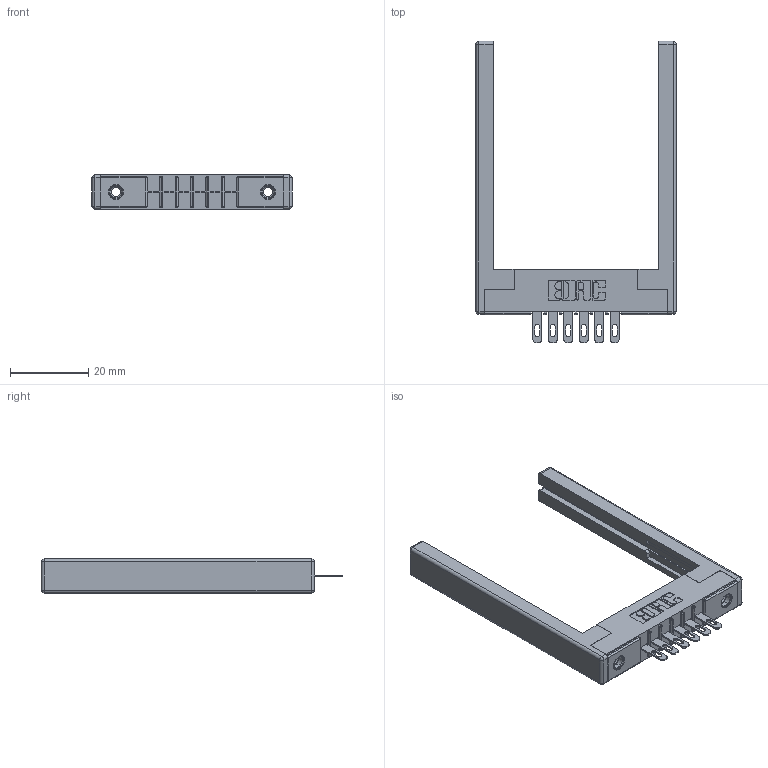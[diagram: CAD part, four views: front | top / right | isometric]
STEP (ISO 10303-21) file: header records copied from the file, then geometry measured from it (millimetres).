
FILE_DESCRIPTION (( 'STEP AP203' ), '1' );
FILE_NAME ('356-006-500-168.STEP', '2018-07-31T06:11:50', ( '' ), ( '' ), 'SwSTEP 2.0', 'SolidWorks 2016', '' );
FILE_SCHEMA (( 'CONFIG_CONTROL_DESIGN' ));
Length unit declared in the file: inch
Products named in the file (5): 306 Part_.156 Dia; 306-290-001_100; 345-250-001_345-250-001-102; 307-220-068; 356-006-500-168
Assembly tree (11 placements, depth 2):
  356-006-500-168
    306 Part_.156 Dia
    306-290-001_100  x6
    345-250-001_345-250-001-102  x2
    307-220-068  x2
Bounding box: 51.21 x 77.17 x 8.71 mm (x, y, z)
Volume: 7995.1 mm3; surface area: 8809.4 mm2
Topology: 11 solids, 11 shells, 726 faces, 1996 edges, 1276 vertices
Faces by surface type: plane 456, cylinder 222, sphere 32, cone 12, torus 4
Entity records: 13182 total; most frequent: CARTESIAN_POINT 2174, DIRECTION 2161, ORIENTED_EDGE 2142, EDGE_CURVE 1071, LINE 811, VECTOR 811, VERTEX_POINT 688, AXIS2_PLACEMENT_3D 675
